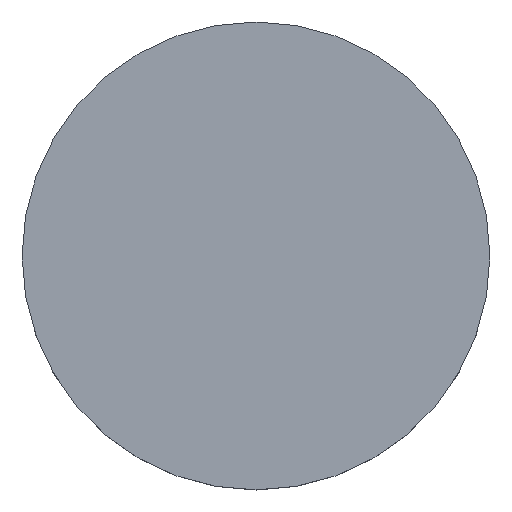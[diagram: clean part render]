
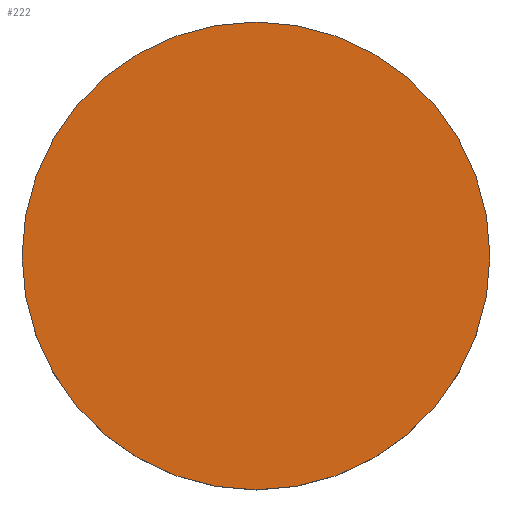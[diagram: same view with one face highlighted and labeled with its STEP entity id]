
A CAD part, top view. The second image highlights one B-rep face of the part: STEP entity #222.
In plain terms, the highlighted planar face has unit normal (0, 0, 1).
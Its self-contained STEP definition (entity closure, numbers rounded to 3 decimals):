
#7 = VERTEX_POINT ( 'NONE', #157 ) ;
#10 = EDGE_CURVE ( 'NONE', #7, #230, #231, .T. ) ;
#25 = CARTESIAN_POINT ( 'NONE',  ( 0., 26.112, 3.9 ) ) ;
#26 = PLANE ( 'NONE',  #154 ) ;
#47 = ORIENTED_EDGE ( 'NONE', *, *, #64, .F. ) ;
#51 = DIRECTION ( 'NONE',  ( 0., 0., -1. ) ) ;
#64 = EDGE_CURVE ( 'NONE', #230, #7, #162, .T. ) ;
#75 = DIRECTION ( 'NONE',  ( 1., 0., 0. ) ) ;
#88 = EDGE_LOOP ( 'NONE', ( #137, #47 ) ) ;
#97 = AXIS2_PLACEMENT_3D ( 'NONE', #190, #114, #221 ) ;
#103 = CARTESIAN_POINT ( 'NONE',  ( 0., 0., 3.9 ) ) ;
#114 = DIRECTION ( 'NONE',  ( 0., 0., -1. ) ) ;
#133 = DIRECTION ( 'NONE',  ( 0., 0., 1. ) ) ;
#137 = ORIENTED_EDGE ( 'NONE', *, *, #10, .F. ) ;
#146 = AXIS2_PLACEMENT_3D ( 'NONE', #103, #51, #159 ) ;
#154 = AXIS2_PLACEMENT_3D ( 'NONE', #25, #133, #75 ) ;
#157 = CARTESIAN_POINT ( 'NONE',  ( 12.7, 0., 3.9 ) ) ;
#159 = DIRECTION ( 'NONE',  ( 1., 0., 0. ) ) ;
#162 = CIRCLE ( 'NONE', #97, 12.7 ) ;
#190 = CARTESIAN_POINT ( 'NONE',  ( 0., 0., 3.9 ) ) ;
#191 = CARTESIAN_POINT ( 'NONE',  ( -12.7, 0., 3.9 ) ) ;
#213 = FACE_OUTER_BOUND ( 'NONE', #88, .T. ) ;
#221 = DIRECTION ( 'NONE',  ( 1., 0., 0. ) ) ;
#222 = ADVANCED_FACE ( 'NONE', ( #213 ), #26, .T. ) ;
#230 = VERTEX_POINT ( 'NONE', #191 ) ;
#231 = CIRCLE ( 'NONE', #146, 12.7 ) ;
